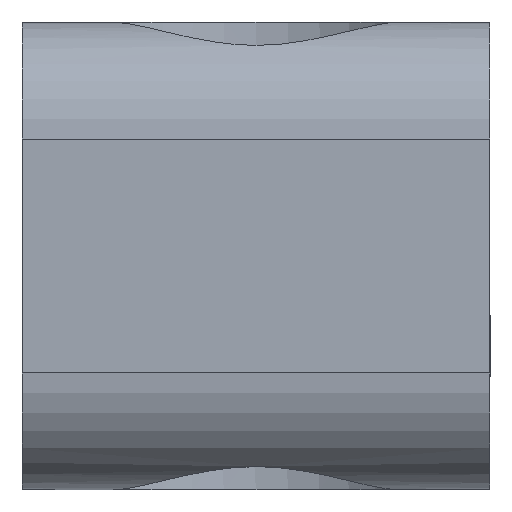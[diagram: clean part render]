
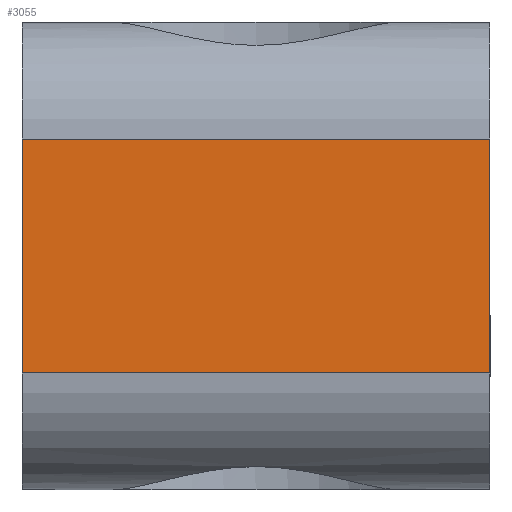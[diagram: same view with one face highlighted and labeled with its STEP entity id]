
A CAD part, left-side view. The second image highlights one B-rep face of the part: STEP entity #3055.
In plain terms, the highlighted planar face has unit normal (-1, 0, 0).
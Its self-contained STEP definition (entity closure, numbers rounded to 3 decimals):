
#810=ORIENTED_EDGE('',*,*,#1345,.T.);
#811=ORIENTED_EDGE('',*,*,#1452,.F.);
#812=ORIENTED_EDGE('',*,*,#1333,.F.);
#813=ORIENTED_EDGE('',*,*,#1453,.F.);
#1333=EDGE_CURVE('',#1744,#1745,#2014,.T.);
#1345=EDGE_CURVE('',#1750,#1751,#2019,.T.);
#1452=EDGE_CURVE('',#1745,#1751,#2086,.T.);
#1453=EDGE_CURVE('',#1750,#1744,#2087,.T.);
#1744=VERTEX_POINT('',#4794);
#1745=VERTEX_POINT('',#4796);
#1750=VERTEX_POINT('',#4811);
#1751=VERTEX_POINT('',#4814);
#2014=LINE('',#4795,#2314);
#2019=LINE('',#4815,#2319);
#2086=LINE('',#5048,#2386);
#2087=LINE('',#5049,#2387);
#2314=VECTOR('',#3757,1000.);
#2319=VECTOR('',#3778,1000.);
#2386=VECTOR('',#4073,1000.);
#2387=VECTOR('',#4074,1000.);
#2569=EDGE_LOOP('',(#810,#811,#812,#813));
#2779=FACE_BOUND('',#2569,.T.);
#2925=PLANE('',#3336);
#3055=ADVANCED_FACE('',(#2779),#2925,.F.);
#3336=AXIS2_PLACEMENT_3D('',#5047,#4071,#4072);
#3757=DIRECTION('',(0.,0.,-1.));
#3778=DIRECTION('',(0.,0.,-1.));
#4071=DIRECTION('',(1.,0.,0.));
#4072=DIRECTION('',(0.,0.,1.));
#4073=DIRECTION('',(0.,1.,0.));
#4074=DIRECTION('',(0.,-1.,0.));
#4794=CARTESIAN_POINT('',(265.,0.,2.5));
#4795=CARTESIAN_POINT('',(265.,0.,0.));
#4796=CARTESIAN_POINT('',(265.,0.,-2.5));
#4811=CARTESIAN_POINT('',(265.,10.,2.5));
#4814=CARTESIAN_POINT('',(265.,10.,-2.5));
#4815=CARTESIAN_POINT('',(265.,10.,0.));
#5047=CARTESIAN_POINT('',(265.,0.,0.));
#5048=CARTESIAN_POINT('',(265.,10.,-2.5));
#5049=CARTESIAN_POINT('',(265.,0.,2.5));
